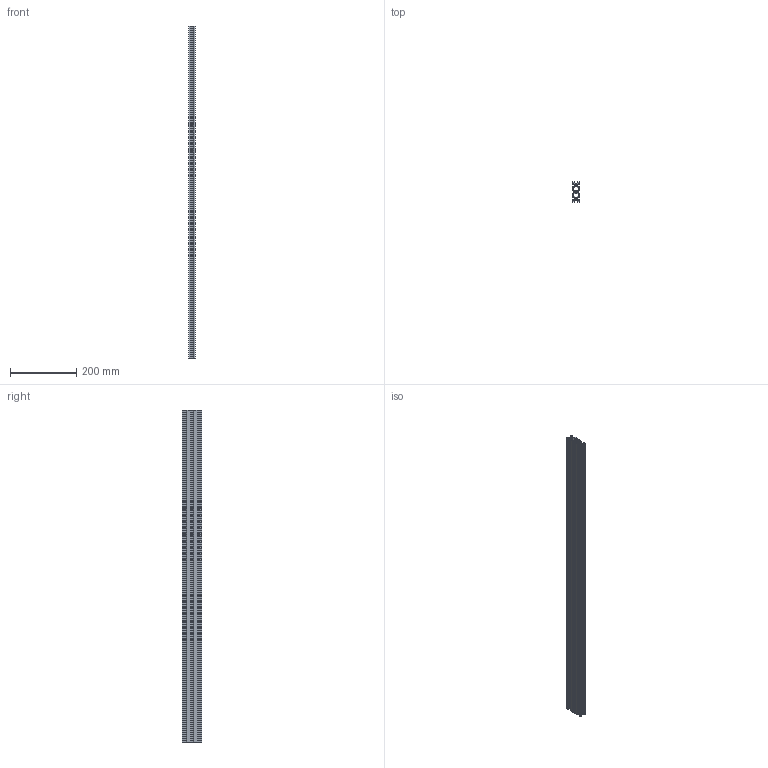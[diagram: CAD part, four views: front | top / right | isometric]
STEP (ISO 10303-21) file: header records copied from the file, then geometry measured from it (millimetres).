
FILE_DESCRIPTION (( 'STEP AP203' ), '1' );
FILE_NAME ('V-Slot 20x60x1000 Linear Rail.step', '2015-07-29T19:33:52', ( '' ), ( '' ), 'SwSTEP 2.0', 'SolidWorks 2014', '' );
FILE_SCHEMA (( 'CONFIG_CONTROL_DESIGN' ));
Length unit declared in the file: millimetre
Products named in the file (1): V-Slot 20x60x1000 Linear Rail
Bounding box: 20 x 60 x 1000 mm (x, y, z)
Volume: 428576 mm3; surface area: 434466.8 mm2
Topology: 1 solids, 1 shells, 160 faces, 474 edges, 316 vertices
Faces by surface type: plane 150, cylinder 10
Entity records: 5355 total; most frequent: CARTESIAN_POINT 951, ORIENTED_EDGE 948, DIRECTION 816, EDGE_CURVE 474, LINE 454, VECTOR 454, VERTEX_POINT 316, AXIS2_PLACEMENT_3D 181
